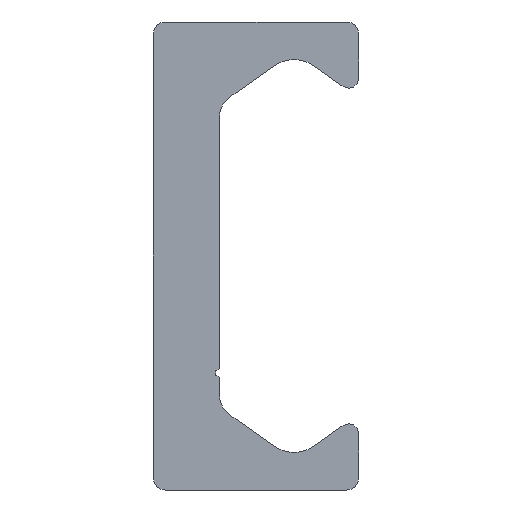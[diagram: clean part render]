
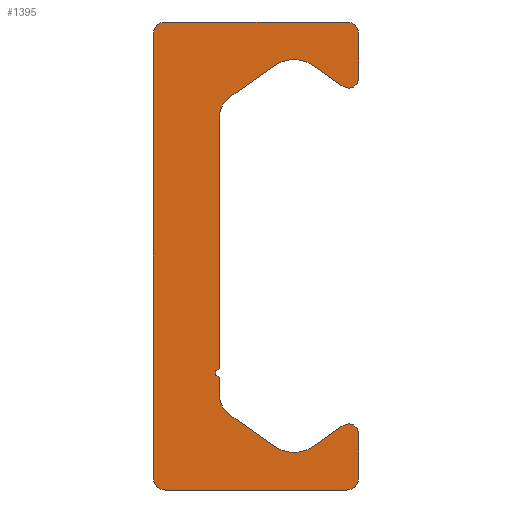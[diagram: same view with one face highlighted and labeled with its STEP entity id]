
A CAD part, left-side view. The second image highlights one B-rep face of the part: STEP entity #1395.
In plain terms, the highlighted planar face has unit normal (-1, 0, 0).
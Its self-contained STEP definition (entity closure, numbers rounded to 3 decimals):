
#612=CARTESIAN_POINT('',(0.0,5.4,-14.));
#613=VERTEX_POINT('',#612);
#620=CARTESIAN_POINT('',(0.0,6.15,-13.25));
#621=VERTEX_POINT('',#620);
#622=CARTESIAN_POINT('',(0.0,5.4,-13.25));
#623=DIRECTION('',(1.0,0.0,0.0));
#624=DIRECTION('',(0.0,0.0,-1.0));
#625=AXIS2_PLACEMENT_3D('',#622,#623,#624);
#626=CIRCLE('',#625,0.75);
#627=EDGE_CURVE('',#613,#621,#626,.T.);
#651=CARTESIAN_POINT('',(0.0,-5.4,-14.));
#652=VERTEX_POINT('',#651);
#659=CARTESIAN_POINT('',(0.0,-5.4,-14.));
#660=DIRECTION('',(0.0,1.0,0.0));
#661=VECTOR('',#660,10.8);
#662=LINE('',#659,#661);
#663=EDGE_CURVE('',#652,#613,#662,.T.);
#683=CARTESIAN_POINT('',(0.0,-6.15,-13.25));
#684=VERTEX_POINT('',#683);
#691=CARTESIAN_POINT('',(0.0,-5.4,-13.25));
#692=DIRECTION('',(1.0,0.0,0.0));
#693=DIRECTION('',(0.0,-1.0,0.0));
#694=AXIS2_PLACEMENT_3D('',#691,#692,#693);
#695=CIRCLE('',#694,0.75);
#696=EDGE_CURVE('',#684,#652,#695,.T.);
#715=CARTESIAN_POINT('',(0.0,-6.15,-10.63));
#716=VERTEX_POINT('',#715);
#723=CARTESIAN_POINT('',(0.0,-6.15,-10.63));
#724=DIRECTION('',(0.0,0.0,-1.0));
#725=VECTOR('',#724,2.62);
#726=LINE('',#723,#725);
#727=EDGE_CURVE('',#716,#684,#726,.T.);
#747=CARTESIAN_POINT('',(0.0,-5.206,-10.139));
#748=VERTEX_POINT('',#747);
#755=CARTESIAN_POINT('',(0.0,-5.55,-10.63));
#756=DIRECTION('',(1.0,0.0,0.0));
#757=DIRECTION('',(0.0,0.574,0.819));
#758=AXIS2_PLACEMENT_3D('',#755,#756,#757);
#759=CIRCLE('',#758,0.6);
#760=EDGE_CURVE('',#748,#716,#759,.T.);
#779=CARTESIAN_POINT('',(0.0,-3.417,-11.391));
#780=VERTEX_POINT('',#779);
#787=CARTESIAN_POINT('',(0.0,-3.417,-11.391));
#788=DIRECTION('',(0.0,-0.819,0.574));
#789=VECTOR('',#788,2.184);
#790=LINE('',#787,#789);
#791=EDGE_CURVE('',#780,#748,#790,.T.);
#811=CARTESIAN_POINT('',(0.0,-1.123,-11.391));
#812=VERTEX_POINT('',#811);
#819=CARTESIAN_POINT('',(0.0,-2.27,-9.753));
#820=DIRECTION('',(-1.0,0.0,0.0));
#821=DIRECTION('',(0.0,0.574,0.819));
#822=AXIS2_PLACEMENT_3D('',#819,#820,#821);
#823=CIRCLE('',#822,2.0);
#824=EDGE_CURVE('',#812,#780,#823,.T.);
#843=CARTESIAN_POINT('',(0.0,1.56,-9.512));
#844=VERTEX_POINT('',#843);
#851=CARTESIAN_POINT('',(0.0,1.56,-9.512));
#852=DIRECTION('',(0.0,-0.819,-0.574));
#853=VECTOR('',#852,3.276);
#854=LINE('',#851,#853);
#855=EDGE_CURVE('',#844,#812,#854,.T.);
#875=CARTESIAN_POINT('',(0.0,2.2,-8.283));
#876=VERTEX_POINT('',#875);
#883=CARTESIAN_POINT('',(0.0,0.7,-8.283));
#884=DIRECTION('',(-1.0,0.0,0.0));
#885=DIRECTION('',(0.0,-0.574,0.819));
#886=AXIS2_PLACEMENT_3D('',#883,#884,#885);
#887=CIRCLE('',#886,1.5);
#888=EDGE_CURVE('',#876,#844,#887,.T.);
#907=CARTESIAN_POINT('',(0.0,2.2,-7.25));
#908=VERTEX_POINT('',#907);
#915=CARTESIAN_POINT('',(0.0,2.2,-7.25));
#916=DIRECTION('',(0.0,0.0,-1.0));
#917=VECTOR('',#916,1.033);
#918=LINE('',#915,#917);
#919=EDGE_CURVE('',#908,#876,#918,.T.);
#939=CARTESIAN_POINT('',(0.0,2.2,-6.75));
#940=VERTEX_POINT('',#939);
#947=CARTESIAN_POINT('',(0.0,2.2,-7.));
#948=DIRECTION('',(-1.0,0.0,0.0));
#949=DIRECTION('',(0.0,0.0,1.0));
#950=AXIS2_PLACEMENT_3D('',#947,#948,#949);
#951=CIRCLE('',#950,0.25);
#952=EDGE_CURVE('',#940,#908,#951,.T.);
#971=CARTESIAN_POINT('',(0.0,2.2,8.283));
#972=VERTEX_POINT('',#971);
#979=CARTESIAN_POINT('',(0.0,2.2,8.283));
#980=DIRECTION('',(0.0,0.0,-1.0));
#981=VECTOR('',#980,15.033);
#982=LINE('',#979,#981);
#983=EDGE_CURVE('',#972,#940,#982,.T.);
#1036=CARTESIAN_POINT('',(0.0,1.56,9.512));
#1037=VERTEX_POINT('',#1036);
#1044=CARTESIAN_POINT('',(0.0,0.7,8.283));
#1045=DIRECTION('',(-1.0,0.0,0.0));
#1046=DIRECTION('',(0.0,-1.0,0.0));
#1047=AXIS2_PLACEMENT_3D('',#1044,#1045,#1046);
#1048=CIRCLE('',#1047,1.5);
#1049=EDGE_CURVE('',#1037,#972,#1048,.T.);
#1068=CARTESIAN_POINT('',(0.0,-1.123,11.391));
#1069=VERTEX_POINT('',#1068);
#1076=CARTESIAN_POINT('',(0.0,-1.123,11.391));
#1077=DIRECTION('',(0.0,0.819,-0.574));
#1078=VECTOR('',#1077,3.276);
#1079=LINE('',#1076,#1078);
#1080=EDGE_CURVE('',#1069,#1037,#1079,.T.);
#1100=CARTESIAN_POINT('',(0.0,-3.417,11.391));
#1101=VERTEX_POINT('',#1100);
#1108=CARTESIAN_POINT('',(0.0,-2.27,9.753));
#1109=DIRECTION('',(-1.0,0.0,0.0));
#1110=DIRECTION('',(0.0,-0.574,-0.819));
#1111=AXIS2_PLACEMENT_3D('',#1108,#1109,#1110);
#1112=CIRCLE('',#1111,2.0);
#1113=EDGE_CURVE('',#1101,#1069,#1112,.T.);
#1132=CARTESIAN_POINT('',(0.0,-5.206,10.139));
#1133=VERTEX_POINT('',#1132);
#1140=CARTESIAN_POINT('',(0.0,-5.206,10.139));
#1141=DIRECTION('',(0.0,0.819,0.574));
#1142=VECTOR('',#1141,2.184);
#1143=LINE('',#1140,#1142);
#1144=EDGE_CURVE('',#1133,#1101,#1143,.T.);
#1164=CARTESIAN_POINT('',(0.0,-6.15,10.63));
#1165=VERTEX_POINT('',#1164);
#1172=CARTESIAN_POINT('',(0.0,-5.55,10.63));
#1173=DIRECTION('',(1.0,0.0,0.0));
#1174=DIRECTION('',(0.0,-1.0,0.0));
#1175=AXIS2_PLACEMENT_3D('',#1172,#1173,#1174);
#1176=CIRCLE('',#1175,0.6);
#1177=EDGE_CURVE('',#1165,#1133,#1176,.T.);
#1196=CARTESIAN_POINT('',(0.0,-6.15,13.25));
#1197=VERTEX_POINT('',#1196);
#1204=CARTESIAN_POINT('',(0.0,-6.15,13.25));
#1205=DIRECTION('',(0.0,0.0,-1.0));
#1206=VECTOR('',#1205,2.62);
#1207=LINE('',#1204,#1206);
#1208=EDGE_CURVE('',#1197,#1165,#1207,.T.);
#1228=CARTESIAN_POINT('',(0.0,-5.4,14.));
#1229=VERTEX_POINT('',#1228);
#1236=CARTESIAN_POINT('',(0.0,-5.4,13.25));
#1237=DIRECTION('',(1.0,0.0,0.0));
#1238=DIRECTION('',(0.0,0.0,1.0));
#1239=AXIS2_PLACEMENT_3D('',#1236,#1237,#1238);
#1240=CIRCLE('',#1239,0.75);
#1241=EDGE_CURVE('',#1229,#1197,#1240,.T.);
#1260=CARTESIAN_POINT('',(0.0,5.4,14.));
#1261=VERTEX_POINT('',#1260);
#1268=CARTESIAN_POINT('',(0.0,5.4,14.));
#1269=DIRECTION('',(0.0,-1.0,0.0));
#1270=VECTOR('',#1269,10.8);
#1271=LINE('',#1268,#1270);
#1272=EDGE_CURVE('',#1261,#1229,#1271,.T.);
#1292=CARTESIAN_POINT('',(0.0,6.15,13.25));
#1293=VERTEX_POINT('',#1292);
#1300=CARTESIAN_POINT('',(0.0,5.4,13.25));
#1301=DIRECTION('',(1.0,0.0,0.0));
#1302=DIRECTION('',(0.0,1.0,0.0));
#1303=AXIS2_PLACEMENT_3D('',#1300,#1301,#1302);
#1304=CIRCLE('',#1303,0.75);
#1305=EDGE_CURVE('',#1293,#1261,#1304,.T.);
#1323=CARTESIAN_POINT('',(0.0,6.15,-13.25));
#1324=DIRECTION('',(0.0,0.0,1.0));
#1325=VECTOR('',#1324,26.5);
#1326=LINE('',#1323,#1325);
#1327=EDGE_CURVE('',#621,#1293,#1326,.T.);
#1366=CARTESIAN_POINT('',(0.0,1.352,-0.021));
#1367=DIRECTION('',(1.0,0.0,0.0));
#1368=DIRECTION('',(0.0,0.0,-1.0));
#1369=AXIS2_PLACEMENT_3D('',#1366,#1367,#1368);
#1370=PLANE('',#1369);
#1371=ORIENTED_EDGE('',*,*,#1327,.F.);
#1372=ORIENTED_EDGE('',*,*,#627,.F.);
#1373=ORIENTED_EDGE('',*,*,#663,.F.);
#1374=ORIENTED_EDGE('',*,*,#696,.F.);
#1375=ORIENTED_EDGE('',*,*,#727,.F.);
#1376=ORIENTED_EDGE('',*,*,#760,.F.);
#1377=ORIENTED_EDGE('',*,*,#791,.F.);
#1378=ORIENTED_EDGE('',*,*,#824,.F.);
#1379=ORIENTED_EDGE('',*,*,#855,.F.);
#1380=ORIENTED_EDGE('',*,*,#888,.F.);
#1381=ORIENTED_EDGE('',*,*,#919,.F.);
#1382=ORIENTED_EDGE('',*,*,#952,.F.);
#1383=ORIENTED_EDGE('',*,*,#983,.F.);
#1384=ORIENTED_EDGE('',*,*,#1049,.F.);
#1385=ORIENTED_EDGE('',*,*,#1080,.F.);
#1386=ORIENTED_EDGE('',*,*,#1113,.F.);
#1387=ORIENTED_EDGE('',*,*,#1144,.F.);
#1388=ORIENTED_EDGE('',*,*,#1177,.F.);
#1389=ORIENTED_EDGE('',*,*,#1208,.F.);
#1390=ORIENTED_EDGE('',*,*,#1241,.F.);
#1391=ORIENTED_EDGE('',*,*,#1272,.F.);
#1392=ORIENTED_EDGE('',*,*,#1305,.F.);
#1393=EDGE_LOOP('',(#1371,#1372,#1373,#1374,#1375,#1376,#1377,#1378,#1379,#1380,#1381,#1382,#1383,#1384,#1385,#1386,#1387,#1388,#1389,#1390,#1391,#1392));
#1394=FACE_OUTER_BOUND('',#1393,.T.);
#1395=ADVANCED_FACE('',(#1394),#1370,.F.);
